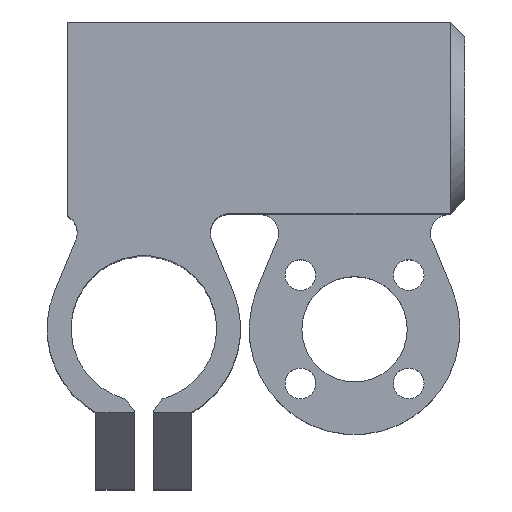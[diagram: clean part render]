
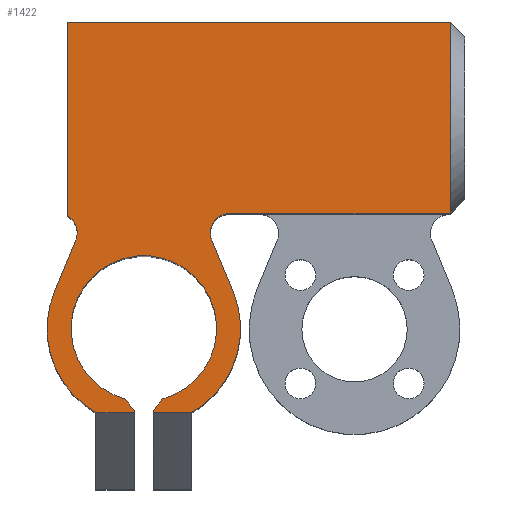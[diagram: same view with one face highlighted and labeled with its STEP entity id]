
A CAD part, top view. The second image highlights one B-rep face of the part: STEP entity #1422.
In plain terms, the highlighted planar face has unit normal (0, 0, 1).
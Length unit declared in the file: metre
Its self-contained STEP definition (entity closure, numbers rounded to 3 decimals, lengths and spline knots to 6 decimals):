
#42=PLANE('',#1526);
#101=LINE('',#2111,#245);
#119=LINE('',#2154,#263);
#120=LINE('',#2156,#264);
#121=LINE('',#2160,#265);
#122=LINE('',#2164,#266);
#123=LINE('',#2166,#267);
#124=LINE('',#2168,#268);
#125=LINE('',#2172,#269);
#126=LINE('',#2174,#270);
#127=LINE('',#2176,#271);
#128=LINE('',#2180,#272);
#129=LINE('',#2184,#273);
#245=VECTOR('',#1684,1.);
#263=VECTOR('',#1720,1.);
#264=VECTOR('',#1723,1.);
#265=VECTOR('',#1726,1.);
#266=VECTOR('',#1729,1.);
#267=VECTOR('',#1730,1.);
#268=VECTOR('',#1731,1.);
#269=VECTOR('',#1734,1.);
#270=VECTOR('',#1735,1.);
#271=VECTOR('',#1736,1.);
#272=VECTOR('',#1739,1.);
#273=VECTOR('',#1742,1.);
#431=ORIENTED_EDGE('',*,*,#834,.F.);
#432=ORIENTED_EDGE('',*,*,#833,.F.);
#433=ORIENTED_EDGE('',*,*,#811,.F.);
#434=ORIENTED_EDGE('',*,*,#835,.F.);
#435=ORIENTED_EDGE('',*,*,#836,.T.);
#436=ORIENTED_EDGE('',*,*,#837,.T.);
#437=ORIENTED_EDGE('',*,*,#838,.F.);
#438=ORIENTED_EDGE('',*,*,#839,.T.);
#439=ORIENTED_EDGE('',*,*,#840,.F.);
#440=ORIENTED_EDGE('',*,*,#841,.F.);
#441=ORIENTED_EDGE('',*,*,#842,.F.);
#442=ORIENTED_EDGE('',*,*,#843,.F.);
#443=ORIENTED_EDGE('',*,*,#844,.F.);
#444=ORIENTED_EDGE('',*,*,#845,.T.);
#445=ORIENTED_EDGE('',*,*,#846,.F.);
#446=ORIENTED_EDGE('',*,*,#847,.F.);
#447=ORIENTED_EDGE('',*,*,#848,.T.);
#811=EDGE_CURVE('',#1013,#1014,#101,.T.);
#833=EDGE_CURVE('',#1014,#1027,#119,.T.);
#834=EDGE_CURVE('',#1027,#1030,#120,.T.);
#835=EDGE_CURVE('',#1031,#1013,#1143,.T.);
#836=EDGE_CURVE('',#1031,#1032,#121,.T.);
#837=EDGE_CURVE('',#1032,#1033,#1144,.T.);
#838=EDGE_CURVE('',#1034,#1033,#122,.T.);
#839=EDGE_CURVE('',#1034,#1035,#123,.T.);
#840=EDGE_CURVE('',#1036,#1035,#124,.F.);
#841=EDGE_CURVE('',#1037,#1036,#1145,.T.);
#842=EDGE_CURVE('',#1038,#1037,#125,.F.);
#843=EDGE_CURVE('',#1039,#1038,#126,.T.);
#844=EDGE_CURVE('',#1040,#1039,#127,.T.);
#845=EDGE_CURVE('',#1040,#1041,#1146,.T.);
#846=EDGE_CURVE('',#1042,#1041,#128,.T.);
#847=EDGE_CURVE('',#1043,#1042,#1147,.T.);
#848=EDGE_CURVE('',#1043,#1030,#129,.T.);
#1013=VERTEX_POINT('',#2110);
#1014=VERTEX_POINT('',#2112);
#1027=VERTEX_POINT('',#2146);
#1030=VERTEX_POINT('',#2157);
#1031=VERTEX_POINT('',#2159);
#1032=VERTEX_POINT('',#2161);
#1033=VERTEX_POINT('',#2163);
#1034=VERTEX_POINT('',#2165);
#1035=VERTEX_POINT('',#2167);
#1036=VERTEX_POINT('',#2169);
#1037=VERTEX_POINT('',#2171);
#1038=VERTEX_POINT('',#2173);
#1039=VERTEX_POINT('',#2175);
#1040=VERTEX_POINT('',#2177);
#1041=VERTEX_POINT('',#2179);
#1042=VERTEX_POINT('',#2181);
#1043=VERTEX_POINT('',#2183);
#1143=CIRCLE('',#1527,0.002);
#1144=CIRCLE('',#1528,0.0101);
#1145=CIRCLE('',#1529,0.0076);
#1146=CIRCLE('',#1530,0.0101);
#1147=CIRCLE('',#1531,0.002);
#1197=EDGE_LOOP('',(#431,#432,#433,#434,#435,#436,#437,#438,#439,#440,#441,
#442,#443,#444,#445,#446,#447));
#1309=FACE_BOUND('',#1197,.T.);
#1422=ADVANCED_FACE('',(#1309),#42,.F.);
#1526=AXIS2_PLACEMENT_3D('',#2155,#1721,#1722);
#1527=AXIS2_PLACEMENT_3D('',#2158,#1724,#1725);
#1528=AXIS2_PLACEMENT_3D('',#2162,#1727,#1728);
#1529=AXIS2_PLACEMENT_3D('',#2170,#1732,#1733);
#1530=AXIS2_PLACEMENT_3D('',#2178,#1737,#1738);
#1531=AXIS2_PLACEMENT_3D('',#2182,#1740,#1741);
#1684=DIRECTION('',(0.,1.,0.));
#1720=DIRECTION('',(1.,0.,0.));
#1721=DIRECTION('',(0.,0.,-1.));
#1722=DIRECTION('',(1.,0.,0.));
#1723=DIRECTION('',(0.,-1.,0.));
#1724=DIRECTION('',(0.,0.,1.));
#1725=DIRECTION('',(1.,0.,0.));
#1726=DIRECTION('',(-0.383,-0.924,0.));
#1727=DIRECTION('',(0.,0.,1.));
#1728=DIRECTION('',(1.,0.,0.));
#1729=DIRECTION('',(-1.,0.,0.));
#1730=DIRECTION('',(0.,1.,0.));
#1731=DIRECTION('',(-0.634,0.773,0.));
#1732=DIRECTION('',(0.,0.,1.));
#1733=DIRECTION('',(1.,0.,0.));
#1734=DIRECTION('',(-0.634,-0.773,0.));
#1735=DIRECTION('',(0.,1.,0.));
#1736=DIRECTION('',(-1.,0.,0.));
#1737=DIRECTION('',(0.,0.,1.));
#1738=DIRECTION('',(1.,0.,0.));
#1739=DIRECTION('',(0.383,-0.924,0.));
#1740=DIRECTION('',(0.,0.,1.));
#1741=DIRECTION('',(1.,0.,0.));
#1742=DIRECTION('',(1.,0.,0.));
#2110=CARTESIAN_POINT('',(0.,-0.020243,0.056));
#2111=CARTESIAN_POINT('',(0.,-0.02,0.056));
#2112=CARTESIAN_POINT('',(0.,0.,0.056));
#2146=CARTESIAN_POINT('',(0.04,0.,0.056));
#2154=CARTESIAN_POINT('',(0.02725,0.,0.056));
#2155=CARTESIAN_POINT('',(0.02725,-0.02,0.056));
#2156=CARTESIAN_POINT('',(0.04,-0.01,0.056));
#2157=CARTESIAN_POINT('',(0.04,-0.02,0.056));
#2158=CARTESIAN_POINT('',(-0.000955,-0.022,0.056));
#2159=CARTESIAN_POINT('',(0.000893,-0.022765,0.056));
#2160=CARTESIAN_POINT('',(0.000354,-0.024067,0.056));
#2161=CARTESIAN_POINT('',(-0.001331,-0.028135,0.056));
#2162=CARTESIAN_POINT('',(0.008,-0.032,0.056));
#2163=CARTESIAN_POINT('',(0.003,-0.040776,0.056));
#2164=CARTESIAN_POINT('',(0.02725,-0.040776,0.056));
#2165=CARTESIAN_POINT('',(0.007,-0.040776,0.056));
#2166=CARTESIAN_POINT('',(0.007,-0.044155,0.056));
#2167=CARTESIAN_POINT('',(0.007,-0.040534,0.056));
#2168=CARTESIAN_POINT('',(0.007,-0.040534,0.056));
#2169=CARTESIAN_POINT('',(0.006019,-0.039337,0.056));
#2170=CARTESIAN_POINT('',(0.008,-0.032,0.056));
#2171=CARTESIAN_POINT('',(0.009981,-0.039337,0.056));
#2172=CARTESIAN_POINT('',(0.009981,-0.039337,0.056));
#2173=CARTESIAN_POINT('',(0.009,-0.040534,0.056));
#2174=CARTESIAN_POINT('',(0.009,-0.044155,0.056));
#2175=CARTESIAN_POINT('',(0.009,-0.040776,0.056));
#2176=CARTESIAN_POINT('',(0.009,-0.040776,0.056));
#2177=CARTESIAN_POINT('',(0.013,-0.040776,0.056));
#2178=CARTESIAN_POINT('',(0.008,-0.032,0.056));
#2179=CARTESIAN_POINT('',(0.017331,-0.028135,0.056));
#2180=CARTESIAN_POINT('',(0.015646,-0.024067,0.056));
#2181=CARTESIAN_POINT('',(0.015107,-0.022765,0.056));
#2182=CARTESIAN_POINT('',(0.016955,-0.022,0.056));
#2183=CARTESIAN_POINT('',(0.016955,-0.02,0.056));
#2184=CARTESIAN_POINT('',(0.02725,-0.02,0.056));
